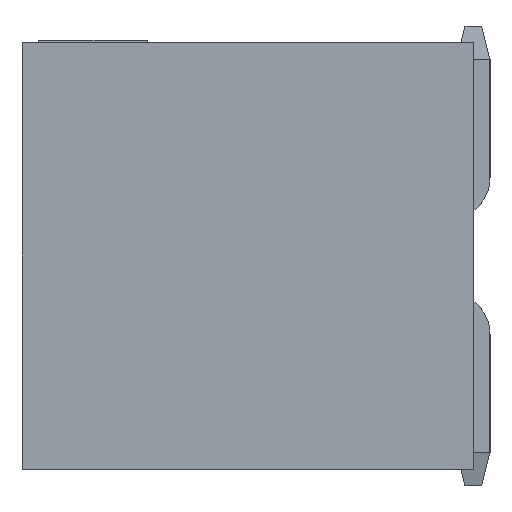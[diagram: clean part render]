
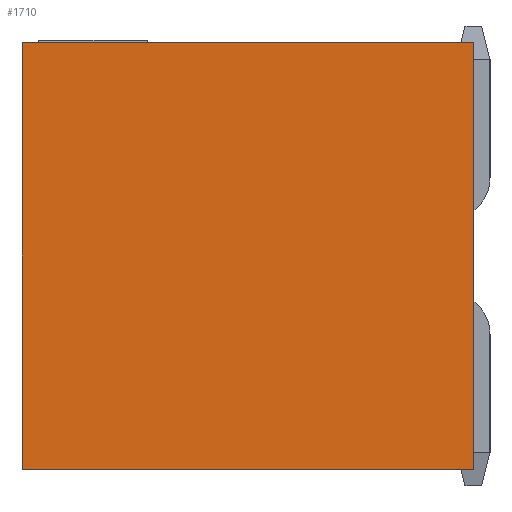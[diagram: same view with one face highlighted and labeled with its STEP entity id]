
A CAD part, left-side view. The second image highlights one B-rep face of the part: STEP entity #1710.
In plain terms, the highlighted planar face has unit normal (-1, 0, 0).
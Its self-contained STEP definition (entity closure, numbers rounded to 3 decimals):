
#141 = VECTOR ( 'NONE', #7222, 1000. ) ;
#374 = EDGE_LOOP ( 'NONE', ( #1350, #4537, #923, #6987 ) ) ;
#604 = CARTESIAN_POINT ( 'NONE',  ( -7.595, 5.4, 0. ) ) ;
#923 = ORIENTED_EDGE ( 'NONE', *, *, #4275, .T. ) ;
#1042 = CARTESIAN_POINT ( 'NONE',  ( -7.595, 0., -2.55 ) ) ;
#1219 = EDGE_CURVE ( 'NONE', #5225, #7857, #6867, .T. ) ;
#1261 = CARTESIAN_POINT ( 'NONE',  ( -7.595, 2.7, -2.55 ) ) ;
#1270 = DIRECTION ( 'NONE',  ( 0., 0., -1. ) ) ;
#1350 = ORIENTED_EDGE ( 'NONE', *, *, #1924, .F. ) ;
#1510 = DIRECTION ( 'NONE',  ( -1., 0., 0. ) ) ;
#1710 = ADVANCED_FACE ( 'NONE', ( #4245 ), #2917, .T. ) ;
#1734 = VERTEX_POINT ( 'NONE', #5115 ) ;
#1785 = VECTOR ( 'NONE', #3257, 1000. ) ;
#1924 = EDGE_CURVE ( 'NONE', #7857, #5437, #8215, .T. ) ;
#2729 = EDGE_CURVE ( 'NONE', #1734, #5437, #2797, .T. ) ;
#2797 = LINE ( 'NONE', #604, #7887 ) ;
#2917 = PLANE ( 'NONE',  #5993 ) ;
#3257 = DIRECTION ( 'NONE',  ( 0., 1., 0. ) ) ;
#3315 = CARTESIAN_POINT ( 'NONE',  ( -7.595, 0., 2.55 ) ) ;
#3672 = LINE ( 'NONE', #6564, #141 ) ;
#3695 = CARTESIAN_POINT ( 'NONE',  ( -7.595, 0., 0. ) ) ;
#4245 = FACE_OUTER_BOUND ( 'NONE', #374, .T. ) ;
#4255 = DIRECTION ( 'NONE',  ( 0., 0., 1. ) ) ;
#4275 = EDGE_CURVE ( 'NONE', #5225, #1734, #3672, .T. ) ;
#4537 = ORIENTED_EDGE ( 'NONE', *, *, #1219, .F. ) ;
#5115 = CARTESIAN_POINT ( 'NONE',  ( -7.595, 5.4, 2.55 ) ) ;
#5225 = VERTEX_POINT ( 'NONE', #3315 ) ;
#5437 = VERTEX_POINT ( 'NONE', #7562 ) ;
#5993 = AXIS2_PLACEMENT_3D ( 'NONE', #7569, #1510, #4255 ) ;
#6251 = VECTOR ( 'NONE', #7065, 1000. ) ;
#6564 = CARTESIAN_POINT ( 'NONE',  ( -7.595, 2.7, 2.55 ) ) ;
#6867 = LINE ( 'NONE', #3695, #6251 ) ;
#6987 = ORIENTED_EDGE ( 'NONE', *, *, #2729, .T. ) ;
#7065 = DIRECTION ( 'NONE',  ( 0., 0., -1. ) ) ;
#7222 = DIRECTION ( 'NONE',  ( 0., 1., 0. ) ) ;
#7562 = CARTESIAN_POINT ( 'NONE',  ( -7.595, 5.4, -2.55 ) ) ;
#7569 = CARTESIAN_POINT ( 'NONE',  ( -7.595, 0., -2.55 ) ) ;
#7857 = VERTEX_POINT ( 'NONE', #1042 ) ;
#7887 = VECTOR ( 'NONE', #1270, 1000. ) ;
#8215 = LINE ( 'NONE', #1261, #1785 ) ;
